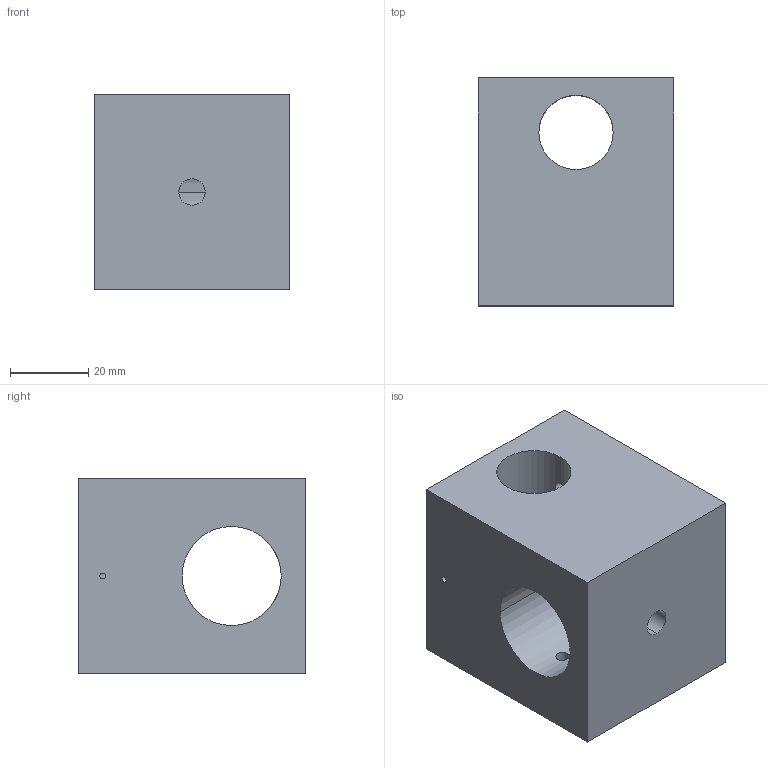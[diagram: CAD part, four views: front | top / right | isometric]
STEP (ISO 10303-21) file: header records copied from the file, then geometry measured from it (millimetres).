
FILE_DESCRIPTION (( 'STEP AP203' ), '1' );
FILE_NAME ('D020136-v1_aLIGO_SUS_HSTS_T-Section for Upper Mass.STEP', '2010-07-06T17:46:38', ( 'Dwayne Giardina' ), ( 'CA Institute of Technology' ), 'SwSTEP 2.0', 'SolidWorks 2010', '' );
FILE_SCHEMA (( 'CONFIG_CONTROL_DESIGN' ));
Length unit declared in the file: inch
Products named in the file (1): D020136-v1_aLIGO_SUS_HSTS_T-Section for Upper Mass
Bounding box: 50 x 58.42 x 50 mm (x, y, z)
Volume: 104899.9 mm3; surface area: 23315.7 mm2
Topology: 1 solids, 1 shells, 32 faces, 91 edges, 56 vertices
Faces by surface type: cylinder 22, plane 6, cone 4
Entity records: 1426 total; most frequent: CARTESIAN_POINT 506, ORIENTED_EDGE 174, DIRECTION 167, EDGE_CURVE 87, AXIS2_PLACEMENT_3D 63, VERTEX_POINT 56, EDGE_LOOP 49, LINE 41
